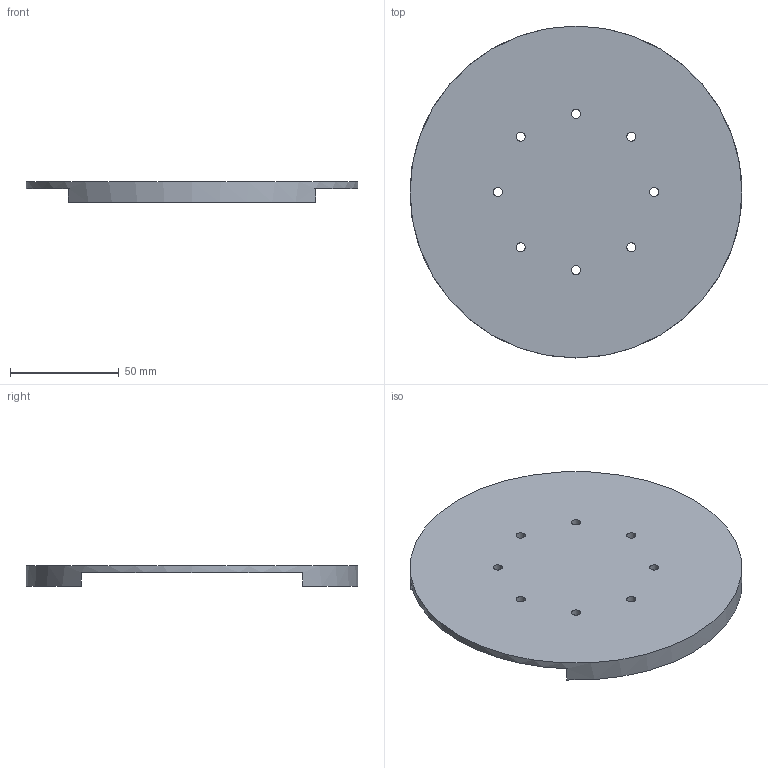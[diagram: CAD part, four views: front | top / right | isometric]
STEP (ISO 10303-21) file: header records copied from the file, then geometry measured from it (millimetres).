
FILE_DESCRIPTION(/* description */ (''),/* implementation_level */ '2;1');
FILE_NAME(/* name */ 'rocker wheel.stp',/* time_stamp */ '2022-11-04T22:32:26-07:00',/* author */ ('Nathan'),/* organization */ (''),/* preprocessor_version */ 'ST-DEVELOPER v19',/* originating_system */ 'Autodesk Inventor 2023',/* authorisation */ '');
FILE_SCHEMA (('AUTOMOTIVE_DESIGN { 1 0 10303 214 3 1 1 }'));
Length unit declared in the file: inch
Products named in the file (1): rocker wheel
Bounding box: 152.4 x 152.4 x 9.53 mm (x, y, z)
Volume: 82949.8 mm3; surface area: 41187.9 mm2
Topology: 1 solids, 1 shells, 15 faces, 57 edges, 57 vertices
Faces by surface type: cylinder 9, plane 6
Full cylindrical faces by diameter (mm): 4.166 x8, 152.4 x1
Entity records: 666 total; most frequent: DIRECTION 113, CARTESIAN_POINT 112, ORIENTED_EDGE 78, AXIS2_PLACEMENT_3D 48, EDGE_CURVE 39, CIRCLE 32, EDGE_LOOP 31, VERTEX_POINT 26
